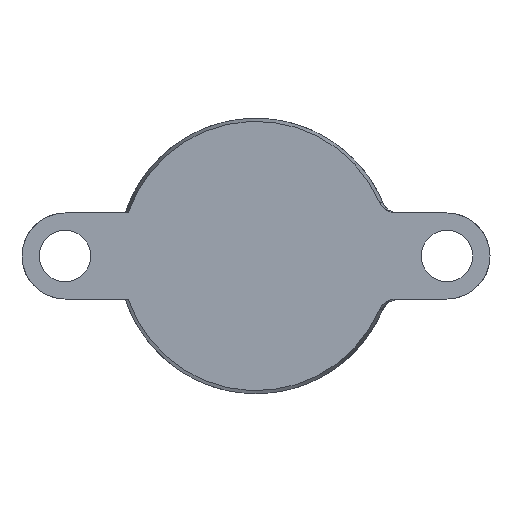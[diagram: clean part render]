
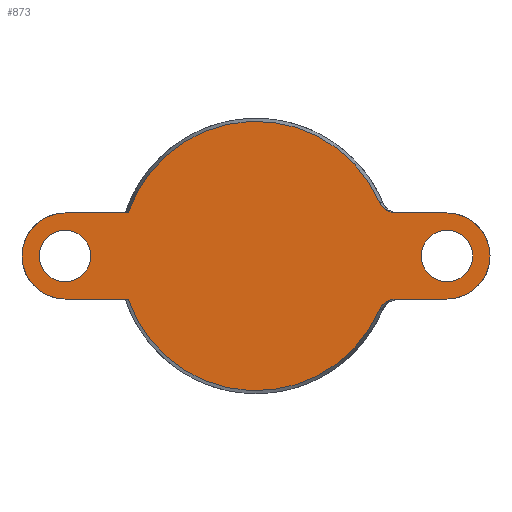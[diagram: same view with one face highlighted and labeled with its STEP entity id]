
A CAD part, front view. The second image highlights one B-rep face of the part: STEP entity #873.
In plain terms, the highlighted planar face has unit normal (0, -1, 0).
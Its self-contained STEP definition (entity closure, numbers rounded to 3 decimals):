
#9 = CARTESIAN_POINT ( 'NONE',  ( 39.592, 0., -12.572 ) ) ;
#32 = CARTESIAN_POINT ( 'NONE',  ( 38.663, 0., -12.866 ) ) ;
#45 = EDGE_CURVE ( 'NONE', #710, #1035, #498, .T. ) ;
#48 = DIRECTION ( 'NONE',  ( 1., 0., 0. ) ) ;
#49 = VECTOR ( 'NONE', #201, 1000. ) ;
#57 = ORIENTED_EDGE ( 'NONE', *, *, #314, .T. ) ;
#73 = FACE_BOUND ( 'NONE', #1045, .T. ) ;
#75 = CARTESIAN_POINT ( 'NONE',  ( 40.579, 0., -12.5 ) ) ;
#83 = DIRECTION ( 'NONE',  ( 0., 1., 0. ) ) ;
#85 = VECTOR ( 'NONE', #301, 1000. ) ;
#93 = FACE_OUTER_BOUND ( 'NONE', #925, .T. ) ;
#96 = CARTESIAN_POINT ( 'NONE',  ( 55.5, 0., 0. ) ) ;
#97 = PLANE ( 'NONE',  #984 ) ;
#110 = AXIS2_PLACEMENT_3D ( 'NONE', #96, #83, #771 ) ;
#116 = VERTEX_POINT ( 'NONE', #122 ) ;
#122 = CARTESIAN_POINT ( 'NONE',  ( 55.5, 0., 7.5 ) ) ;
#155 = AXIS2_PLACEMENT_3D ( 'NONE', #1190, #394, #885 ) ;
#162 = CARTESIAN_POINT ( 'NONE',  ( 36.388, 0., 14.659 ) ) ;
#173 = CIRCLE ( 'NONE', #1217, 12.5 ) ;
#177 = ORIENTED_EDGE ( 'NONE', *, *, #781, .T. ) ;
#180 = DIRECTION ( 'NONE',  ( 0., -1., 0. ) ) ;
#201 = DIRECTION ( 'NONE',  ( -1., 0., 0. ) ) ;
#221 = CARTESIAN_POINT ( 'NONE',  ( 36.857, 0., -14.106 ) ) ;
#248 = CARTESIAN_POINT ( 'NONE',  ( 37.598, 0., 13.453 ) ) ;
#256 = DIRECTION ( 'NONE',  ( 0., 0., 1. ) ) ;
#264 = CARTESIAN_POINT ( 'NONE',  ( 39.603, 0., 12.57 ) ) ;
#270 = VERTEX_POINT ( 'NONE', #75 ) ;
#276 = EDGE_CURVE ( 'NONE', #886, #710, #173, .T. ) ;
#284 = CARTESIAN_POINT ( 'NONE',  ( 15., 0., -12.5 ) ) ;
#301 = DIRECTION ( 'NONE',  ( 1., 0., 0. ) ) ;
#303 = EDGE_CURVE ( 'NONE', #116, #116, #337, .T. ) ;
#312 = CARTESIAN_POINT ( 'NONE',  ( 35.928, 0., -15.535 ) ) ;
#314 = EDGE_CURVE ( 'NONE', #998, #529, #321, .T. ) ;
#319 = CARTESIAN_POINT ( 'NONE',  ( 40.579, 0., -12.5 ) ) ;
#321 = B_SPLINE_CURVE_WITH_KNOTS ( 'NONE', 3,
 ( #852, #845, #264, #369, #1246, #353, #750, #248, #556, #656, #1059, #162, #562, #956 ),
 .UNSPECIFIED., .F., .F.,
 ( 4, 2, 2, 2, 2, 2, 4 ),
 ( 0., 0.001, 0.002, 0.003, 0.004, 0.004, 0.006 ),
 .UNSPECIFIED. ) ;
#337 = CIRCLE ( 'NONE', #1073, 7.5 ) ;
#344 = CARTESIAN_POINT ( 'NONE',  ( 35.928, 0., -15.535 ) ) ;
#353 = CARTESIAN_POINT ( 'NONE',  ( 38.221, 0., 13.07 ) ) ;
#369 = CARTESIAN_POINT ( 'NONE',  ( 38.897, 0., 12.778 ) ) ;
#372 = CARTESIAN_POINT ( 'NONE',  ( 15., 0., 12.5 ) ) ;
#379 = DIRECTION ( 'NONE',  ( 0., 0., -1. ) ) ;
#384 = AXIS2_PLACEMENT_3D ( 'NONE', #902, #180, #379 ) ;
#394 = DIRECTION ( 'NONE',  ( 0., -1., 0. ) ) ;
#397 = CARTESIAN_POINT ( 'NONE',  ( -15., 0., -12.5 ) ) ;
#410 = CARTESIAN_POINT ( 'NONE',  ( -39.143, 0., 0. ) ) ;
#429 = CARTESIAN_POINT ( 'NONE',  ( -55.5, 0., 12.5 ) ) ;
#440 = DIRECTION ( 'NONE',  ( 0., -1., 0. ) ) ;
#449 = DIRECTION ( 'NONE',  ( 0., -1., 0. ) ) ;
#476 = CARTESIAN_POINT ( 'NONE',  ( -55.5, 0., 0. ) ) ;
#482 = EDGE_CURVE ( 'NONE', #529, #548, #1051, .T. ) ;
#495 = ORIENTED_EDGE ( 'NONE', *, *, #482, .T. ) ;
#498 = LINE ( 'NONE', #397, #85 ) ;
#509 = CIRCLE ( 'NONE', #110, 12.5 ) ;
#515 = CARTESIAN_POINT ( 'NONE',  ( 40.085, 0., -12.5 ) ) ;
#529 = VERTEX_POINT ( 'NONE', #1121 ) ;
#547 = DIRECTION ( 'NONE',  ( 0., 1., 0. ) ) ;
#548 = VERTEX_POINT ( 'NONE', #820 ) ;
#552 = DIRECTION ( 'NONE',  ( 0., 0., 1. ) ) ;
#556 = CARTESIAN_POINT ( 'NONE',  ( 37.4, 0., 13.603 ) ) ;
#562 = CARTESIAN_POINT ( 'NONE',  ( 36.124, 0., 15.081 ) ) ;
#572 = VECTOR ( 'NONE', #48, 1000. ) ;
#588 = CARTESIAN_POINT ( 'NONE',  ( 55.5, 0., -12.5 ) ) ;
#619 = CARTESIAN_POINT ( 'NONE',  ( 36.381, 0., -14.668 ) ) ;
#624 = CARTESIAN_POINT ( 'NONE',  ( -15., 0., 12.5 ) ) ;
#638 = CARTESIAN_POINT ( 'NONE',  ( 40.579, 0., 12.5 ) ) ;
#656 = CARTESIAN_POINT ( 'NONE',  ( 37.032, 0., 13.927 ) ) ;
#659 = CARTESIAN_POINT ( 'NONE',  ( -55.5, 0., 0. ) ) ;
#668 = VERTEX_POINT ( 'NONE', #344 ) ;
#680 = CARTESIAN_POINT ( 'NONE',  ( 55.5, 0., 12.5 ) ) ;
#683 = EDGE_CURVE ( 'NONE', #998, #814, #767, .T. ) ;
#685 = DIRECTION ( 'NONE',  ( -1., 0., 0. ) ) ;
#702 = ORIENTED_EDGE ( 'NONE', *, *, #947, .T. ) ;
#710 = VERTEX_POINT ( 'NONE', #935 ) ;
#716 = CIRCLE ( 'NONE', #1030, 7.5 ) ;
#745 = DIRECTION ( 'NONE',  ( 0., 0., -1. ) ) ;
#750 = CARTESIAN_POINT ( 'NONE',  ( 38.008, 0., 13.187 ) ) ;
#767 = LINE ( 'NONE', #372, #572 ) ;
#771 = DIRECTION ( 'NONE',  ( 0., 0., -1. ) ) ;
#774 = VERTEX_POINT ( 'NONE', #588 ) ;
#781 = EDGE_CURVE ( 'NONE', #1035, #668, #985, .T. ) ;
#785 = LINE ( 'NONE', #284, #1008 ) ;
#787 = ORIENTED_EDGE ( 'NONE', *, *, #683, .F. ) ;
#803 = EDGE_LOOP ( 'NONE', ( #1293 ) ) ;
#804 = LINE ( 'NONE', #624, #49 ) ;
#811 = DIRECTION ( 'NONE',  ( 0., 0., 1. ) ) ;
#814 = VERTEX_POINT ( 'NONE', #680 ) ;
#820 = CARTESIAN_POINT ( 'NONE',  ( -37.093, 0., 12.5 ) ) ;
#823 = CARTESIAN_POINT ( 'NONE',  ( 36.124, 0., -15.081 ) ) ;
#828 = CARTESIAN_POINT ( 'NONE',  ( 37.591, 0., -13.458 ) ) ;
#840 = ORIENTED_EDGE ( 'NONE', *, *, #930, .T. ) ;
#845 = CARTESIAN_POINT ( 'NONE',  ( 40.085, 0., 12.5 ) ) ;
#849 = EDGE_CURVE ( 'NONE', #774, #270, #785, .T. ) ;
#852 = CARTESIAN_POINT ( 'NONE',  ( 40.579, 0., 12.5 ) ) ;
#873 = ADVANCED_FACE ( 'NONE', ( #93, #992, #73 ), #97, .F. ) ;
#885 = DIRECTION ( 'NONE',  ( 0., 0., -1. ) ) ;
#886 = VERTEX_POINT ( 'NONE', #429 ) ;
#899 = CARTESIAN_POINT ( 'NONE',  ( 38.218, 0., -13.072 ) ) ;
#902 = CARTESIAN_POINT ( 'NONE',  ( 0., 0., 0. ) ) ;
#907 = DIRECTION ( 'NONE',  ( 0., 1., 0. ) ) ;
#910 = VERTEX_POINT ( 'NONE', #1197 ) ;
#925 = EDGE_LOOP ( 'NONE', ( #787, #57, #495, #840, #1162, #1084, #177, #702, #1144, #1002 ) ) ;
#930 = EDGE_CURVE ( 'NONE', #548, #886, #804, .T. ) ;
#935 = CARTESIAN_POINT ( 'NONE',  ( -55.5, 0., -12.5 ) ) ;
#947 = EDGE_CURVE ( 'NONE', #668, #270, #1100, .T. ) ;
#956 = CARTESIAN_POINT ( 'NONE',  ( 35.928, 0., 15.535 ) ) ;
#984 = AXIS2_PLACEMENT_3D ( 'NONE', #410, #907, #811 ) ;
#985 = CIRCLE ( 'NONE', #155, 39.143 ) ;
#992 = FACE_BOUND ( 'NONE', #803, .T. ) ;
#998 = VERTEX_POINT ( 'NONE', #638 ) ;
#999 = CARTESIAN_POINT ( 'NONE',  ( 38.891, 0., -12.781 ) ) ;
#1000 = EDGE_CURVE ( 'NONE', #910, #910, #716, .T. ) ;
#1002 = ORIENTED_EDGE ( 'NONE', *, *, #1193, .F. ) ;
#1008 = VECTOR ( 'NONE', #685, 1000. ) ;
#1030 = AXIS2_PLACEMENT_3D ( 'NONE', #659, #440, #552 ) ;
#1035 = VERTEX_POINT ( 'NONE', #1250 ) ;
#1045 = EDGE_LOOP ( 'NONE', ( #1069 ) ) ;
#1051 = CIRCLE ( 'NONE', #384, 39.143 ) ;
#1059 = CARTESIAN_POINT ( 'NONE',  ( 36.861, 0., 14.101 ) ) ;
#1069 = ORIENTED_EDGE ( 'NONE', *, *, #1000, .F. ) ;
#1073 = AXIS2_PLACEMENT_3D ( 'NONE', #1163, #547, #256 ) ;
#1084 = ORIENTED_EDGE ( 'NONE', *, *, #45, .T. ) ;
#1100 = B_SPLINE_CURVE_WITH_KNOTS ( 'NONE', 3,
 ( #312, #823, #619, #221, #1207, #1226, #828, #1126, #899, #32, #999, #9, #515, #319 ),
 .UNSPECIFIED., .F., .F.,
 ( 4, 2, 2, 2, 2, 2, 4 ),
 ( 0., 0.001, 0.002, 0.003, 0.004, 0.004, 0.006 ),
 .UNSPECIFIED. ) ;
#1121 = CARTESIAN_POINT ( 'NONE',  ( 35.928, 0., 15.535 ) ) ;
#1126 = CARTESIAN_POINT ( 'NONE',  ( 38., 0., -13.192 ) ) ;
#1144 = ORIENTED_EDGE ( 'NONE', *, *, #849, .F. ) ;
#1162 = ORIENTED_EDGE ( 'NONE', *, *, #276, .T. ) ;
#1163 = CARTESIAN_POINT ( 'NONE',  ( 55.5, 0., 0. ) ) ;
#1190 = CARTESIAN_POINT ( 'NONE',  ( 0., 0., 0. ) ) ;
#1193 = EDGE_CURVE ( 'NONE', #814, #774, #509, .T. ) ;
#1197 = CARTESIAN_POINT ( 'NONE',  ( -55.5, 0., 7.5 ) ) ;
#1207 = CARTESIAN_POINT ( 'NONE',  ( 37.031, 0., -13.929 ) ) ;
#1217 = AXIS2_PLACEMENT_3D ( 'NONE', #476, #449, #745 ) ;
#1226 = CARTESIAN_POINT ( 'NONE',  ( 37.397, 0., -13.606 ) ) ;
#1246 = CARTESIAN_POINT ( 'NONE',  ( 38.665, 0., 12.866 ) ) ;
#1250 = CARTESIAN_POINT ( 'NONE',  ( -37.093, 0., -12.5 ) ) ;
#1293 = ORIENTED_EDGE ( 'NONE', *, *, #303, .T. ) ;
